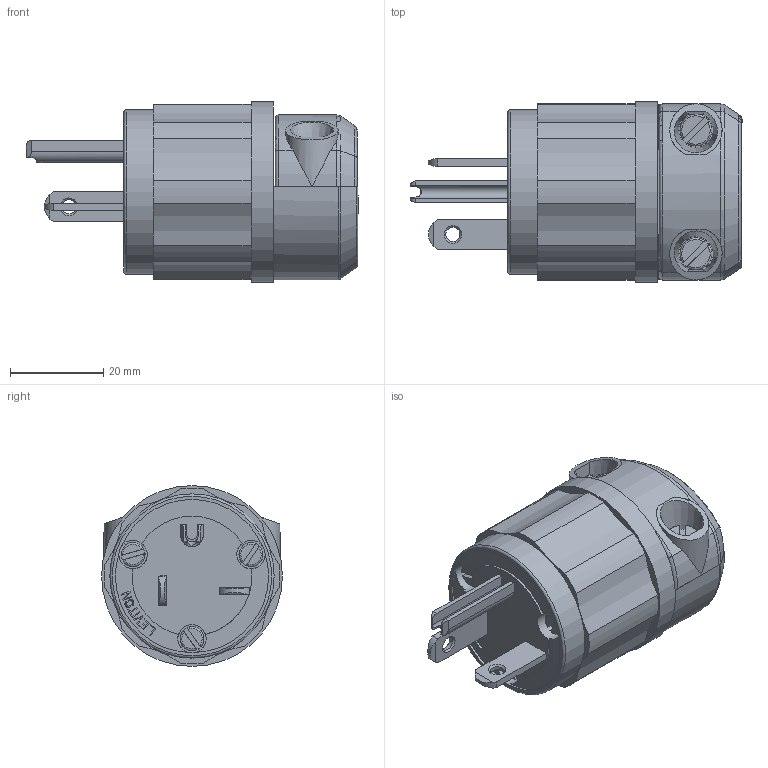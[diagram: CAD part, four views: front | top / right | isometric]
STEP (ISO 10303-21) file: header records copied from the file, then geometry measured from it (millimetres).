
FILE_DESCRIPTION (( 'STEP AP214' ), '1' );
FILE_NAME ('CATSTD-05466-00C-M01.STEP', '2022-05-25T13:04:06', ( '' ), ( '' ), 'SwSTEP 2.0', 'SolidWorks 2020', '' );
FILE_SCHEMA (( 'AUTOMOTIVE_DESIGN' ));
Length unit declared in the file: inch
Products named in the file (1): CATSTD-05466-00C-M01
Bounding box: 71.37 x 38.89 x 38.89 mm (x, y, z)
Surface area: 11409.9 mm2 (no closed solid volume)
Topology: 0 solids, 1 shells, 863 faces, 2343 edges, 1558 vertices
Faces by surface type: plane 704, cylinder 126, torus 22, cone 11
Full cylindrical faces by diameter (mm): 3.048 x2, 5.156 x3, 6.096 x3, 6.858 x2, 35.306 x1, 38.887 x1
Entity records: 39314 total; most frequent: CARTESIAN_POINT 6336, ORIENTED_EDGE 4622, DIRECTION 4232, EDGE_CURVE 2315, VECTOR 1906, LINE 1906, VERTEX_POINT 1547, AXIS2_PLACEMENT_3D 1163
